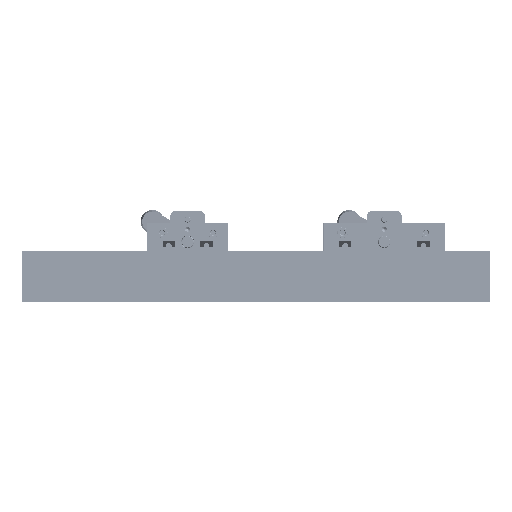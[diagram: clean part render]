
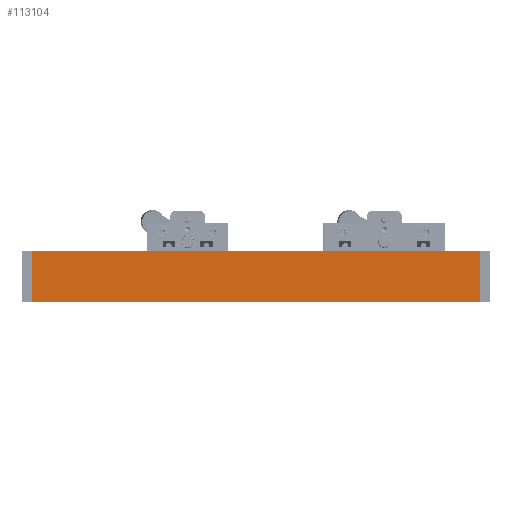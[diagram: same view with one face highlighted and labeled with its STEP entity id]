
A CAD part, left-side view. The second image highlights one B-rep face of the part: STEP entity #113104.
In plain terms, the highlighted planar face has unit normal (-1, 0, 0).
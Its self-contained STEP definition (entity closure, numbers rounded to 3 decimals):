
#2808=LINE('',#147892,#11438);
#2919=LINE('',#148127,#11549);
#2920=LINE('',#148129,#11550);
#2921=LINE('',#148131,#11551);
#11438=VECTOR('',#124947,1000.);
#11549=VECTOR('',#125148,1000.);
#11550=VECTOR('',#125149,1000.);
#11551=VECTOR('',#125150,1000.);
#20085=PLANE('',#117726);
#23306=ORIENTED_EDGE('',*,*,#47609,.F.);
#23307=ORIENTED_EDGE('',*,*,#47610,.F.);
#23308=ORIENTED_EDGE('',*,*,#47611,.T.);
#23309=ORIENTED_EDGE('',*,*,#47494,.T.);
#47494=EDGE_CURVE('',#59687,#59686,#2808,.T.);
#47609=EDGE_CURVE('',#59766,#59686,#2919,.T.);
#47610=EDGE_CURVE('',#59767,#59766,#2920,.T.);
#47611=EDGE_CURVE('',#59767,#59687,#2921,.T.);
#59686=VERTEX_POINT('',#147891);
#59687=VERTEX_POINT('',#147893);
#59766=VERTEX_POINT('',#148128);
#59767=VERTEX_POINT('',#148130);
#70387=EDGE_LOOP('',(#23306,#23307,#23308,#23309));
#75774=FACE_BOUND('',#70387,.T.);
#113104=ADVANCED_FACE('',(#75774),#20085,.F.);
#117726=AXIS2_PLACEMENT_3D('',#148126,#125146,#125147);
#124947=DIRECTION('',(0.,1.,0.));
#125146=DIRECTION('',(1.,0.,0.));
#125147=DIRECTION('',(0.,0.,-1.));
#125148=DIRECTION('',(0.,0.,1.));
#125149=DIRECTION('',(0.,1.,0.));
#125150=DIRECTION('',(0.,0.,1.));
#147891=CARTESIAN_POINT('',(-25.,440.,25.));
#147892=CARTESIAN_POINT('',(-25.,100.,25.));
#147893=CARTESIAN_POINT('',(-25.,0.,25.));
#148126=CARTESIAN_POINT('',(-25.,100.,-25.));
#148127=CARTESIAN_POINT('',(-25.,440.,-25.));
#148128=CARTESIAN_POINT('',(-25.,440.,-25.));
#148129=CARTESIAN_POINT('',(-25.,100.,-25.));
#148130=CARTESIAN_POINT('',(-25.,0.,-25.));
#148131=CARTESIAN_POINT('',(-25.,0.,-25.));
